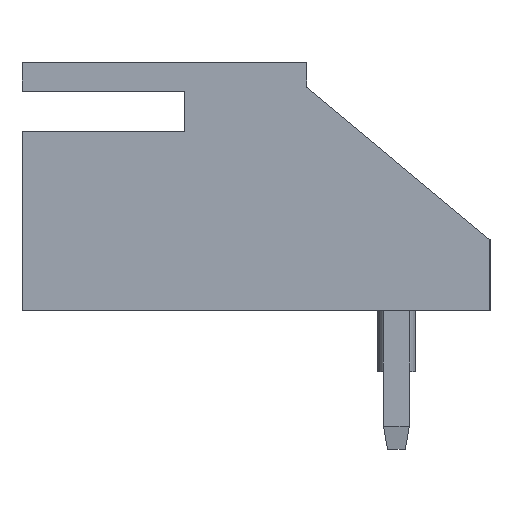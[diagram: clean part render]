
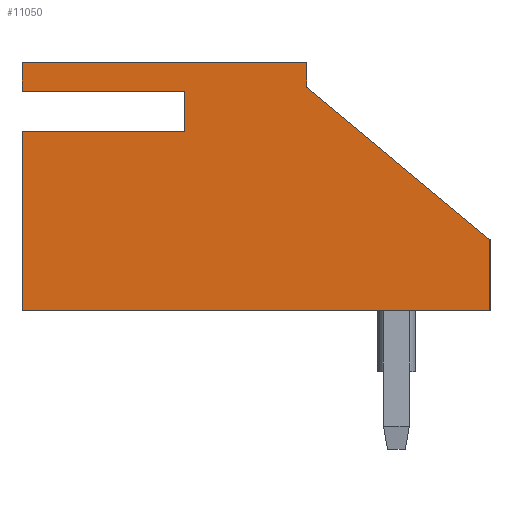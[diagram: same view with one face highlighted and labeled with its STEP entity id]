
A CAD part, left-side view. The second image highlights one B-rep face of the part: STEP entity #11050.
In plain terms, the highlighted planar face has unit normal (-1, 0, 0).
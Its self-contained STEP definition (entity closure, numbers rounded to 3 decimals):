
#10880 = ORIENTED_EDGE ( 'NONE', *, *, #10966, .F. ) ;
#10881 = EDGE_CURVE ( 'NONE', #10967, #10952, #13718, .T. ) ;
#10883 = ORIENTED_EDGE ( 'NONE', *, *, #10881, .F. ) ;
#10941 = EDGE_LOOP ( 'NONE', ( #11051, #11054, #10972, #10974, #10975, #10944, #10947, #10950, #10883, #10880 ) ) ;
#10942 = EDGE_CURVE ( 'NONE', #11042, #10943, #13785, .T. ) ;
#10943 = VERTEX_POINT ( 'NONE', #13781 ) ;
#10944 = ORIENTED_EDGE ( 'NONE', *, *, #10945, .F. ) ;
#10945 = EDGE_CURVE ( 'NONE', #10946, #10943, #13849, .T. ) ;
#10946 = VERTEX_POINT ( 'NONE', #13845 ) ;
#10947 = ORIENTED_EDGE ( 'NONE', *, *, #10948, .F. ) ;
#10948 = EDGE_CURVE ( 'NONE', #10949, #10946, #13844, .T. ) ;
#10949 = VERTEX_POINT ( 'NONE', #13840 ) ;
#10950 = ORIENTED_EDGE ( 'NONE', *, *, #10951, .T. ) ;
#10951 = EDGE_CURVE ( 'NONE', #10949, #10952, #13839, .T. ) ;
#10952 = VERTEX_POINT ( 'NONE', #13835 ) ;
#10963 = VERTEX_POINT ( 'NONE', #13869 ) ;
#10966 = EDGE_CURVE ( 'NONE', #10963, #10967, #13867, .T. ) ;
#10967 = VERTEX_POINT ( 'NONE', #13863 ) ;
#10972 = ORIENTED_EDGE ( 'NONE', *, *, #10973, .F. ) ;
#10973 = EDGE_CURVE ( 'NONE', #11043, #11056, #13853, .T. ) ;
#10974 = ORIENTED_EDGE ( 'NONE', *, *, #11041, .F. ) ;
#10975 = ORIENTED_EDGE ( 'NONE', *, *, #10942, .T. ) ;
#11041 = EDGE_CURVE ( 'NONE', #11042, #11043, #14024, .T. ) ;
#11042 = VERTEX_POINT ( 'NONE', #14016 ) ;
#11043 = VERTEX_POINT ( 'NONE', #14015 ) ;
#11050 = ADVANCED_FACE ( 'NONE', ( #14004 ), #14052, .F. ) ;
#11051 = ORIENTED_EDGE ( 'NONE', *, *, #11052, .F. ) ;
#11052 = EDGE_CURVE ( 'NONE', #11053, #10963, #14051, .T. ) ;
#11053 = VERTEX_POINT ( 'NONE', #14043 ) ;
#11054 = ORIENTED_EDGE ( 'NONE', *, *, #11055, .F. ) ;
#11055 = EDGE_CURVE ( 'NONE', #11056, #11053, #14042, .T. ) ;
#11056 = VERTEX_POINT ( 'NONE', #14038 ) ;
#13711 = DIRECTION ( 'NONE',  ( 0., -1., 0. ) ) ;
#13712 = VECTOR ( 'NONE', #13711, 1000. ) ;
#13713 = CARTESIAN_POINT ( 'NONE',  ( -16.2, 7., 3.05 ) ) ;
#13718 = LINE ( 'NONE', #13713, #13712 ) ;
#13781 = CARTESIAN_POINT ( 'NONE',  ( -16.2, -4.5, -3.05 ) ) ;
#13782 = DIRECTION ( 'NONE',  ( 0., -1., 0. ) ) ;
#13783 = VECTOR ( 'NONE', #13782, 1000. ) ;
#13784 = CARTESIAN_POINT ( 'NONE',  ( -16.2, 7., -3.05 ) ) ;
#13785 = LINE ( 'NONE', #13784, #13783 ) ;
#13835 = CARTESIAN_POINT ( 'NONE',  ( -16.2, 0., 3.05 ) ) ;
#13836 = DIRECTION ( 'NONE',  ( 0., 0., 1. ) ) ;
#13837 = VECTOR ( 'NONE', #13836, 1000. ) ;
#13838 = CARTESIAN_POINT ( 'NONE',  ( -16.2, 0., -3.05 ) ) ;
#13839 = LINE ( 'NONE', #13838, #13837 ) ;
#13840 = CARTESIAN_POINT ( 'NONE',  ( -16.2, 0., 2.45 ) ) ;
#13841 = DIRECTION ( 'NONE',  ( 0., -0.768, -0.64 ) ) ;
#13842 = VECTOR ( 'NONE', #13841, 1000. ) ;
#13843 = CARTESIAN_POINT ( 'NONE',  ( -16.2, 0., 2.45 ) ) ;
#13844 = LINE ( 'NONE', #13843, #13842 ) ;
#13845 = CARTESIAN_POINT ( 'NONE',  ( -16.2, -4.5, -1.3 ) ) ;
#13846 = DIRECTION ( 'NONE',  ( 0., 0., -1. ) ) ;
#13847 = VECTOR ( 'NONE', #13846, 1000. ) ;
#13848 = CARTESIAN_POINT ( 'NONE',  ( -16.2, -4.5, -1.3 ) ) ;
#13849 = LINE ( 'NONE', #13848, #13847 ) ;
#13850 = DIRECTION ( 'NONE',  ( 0., -1., 0. ) ) ;
#13851 = VECTOR ( 'NONE', #13850, 1000. ) ;
#13852 = CARTESIAN_POINT ( 'NONE',  ( -16.2, 7., 1.35 ) ) ;
#13853 = LINE ( 'NONE', #13852, #13851 ) ;
#13863 = CARTESIAN_POINT ( 'NONE',  ( -16.2, 7., 3.05 ) ) ;
#13864 = DIRECTION ( 'NONE',  ( 0., 0., 1. ) ) ;
#13865 = VECTOR ( 'NONE', #13864, 1000. ) ;
#13866 = CARTESIAN_POINT ( 'NONE',  ( -16.2, 7., -3.05 ) ) ;
#13867 = LINE ( 'NONE', #13866, #13865 ) ;
#13869 = CARTESIAN_POINT ( 'NONE',  ( -16.2, 7., 2.35 ) ) ;
#14004 = FACE_OUTER_BOUND ( 'NONE', #10941, .T. ) ;
#14015 = CARTESIAN_POINT ( 'NONE',  ( -16.2, 7., 1.35 ) ) ;
#14016 = CARTESIAN_POINT ( 'NONE',  ( -16.2, 7., -3.05 ) ) ;
#14017 = DIRECTION ( 'NONE',  ( 0., 0., 1. ) ) ;
#14018 = VECTOR ( 'NONE', #14017, 1000. ) ;
#14019 = CARTESIAN_POINT ( 'NONE',  ( -16.2, 7., -3.05 ) ) ;
#14024 = LINE ( 'NONE', #14019, #14018 ) ;
#14038 = CARTESIAN_POINT ( 'NONE',  ( -16.2, 3., 1.35 ) ) ;
#14039 = DIRECTION ( 'NONE',  ( 0., 0., 1. ) ) ;
#14040 = VECTOR ( 'NONE', #14039, 1000. ) ;
#14041 = CARTESIAN_POINT ( 'NONE',  ( -16.2, 3., -3.05 ) ) ;
#14042 = LINE ( 'NONE', #14041, #14040 ) ;
#14043 = CARTESIAN_POINT ( 'NONE',  ( -16.2, 3., 2.35 ) ) ;
#14044 = DIRECTION ( 'NONE',  ( 0., 1., 0. ) ) ;
#14045 = VECTOR ( 'NONE', #14044, 1000. ) ;
#14046 = CARTESIAN_POINT ( 'NONE',  ( -16.2, 7., 2.35 ) ) ;
#14047 = DIRECTION ( 'NONE',  ( 0., 0., -1. ) ) ;
#14048 = DIRECTION ( 'NONE',  ( 1., 0., 0. ) ) ;
#14049 = CARTESIAN_POINT ( 'NONE',  ( -16.2, 7., -3.05 ) ) ;
#14050 = AXIS2_PLACEMENT_3D ( 'NONE', #14049, #14048, #14047 ) ;
#14051 = LINE ( 'NONE', #14046, #14045 ) ;
#14052 = PLANE ( 'NONE',  #14050 ) ;
